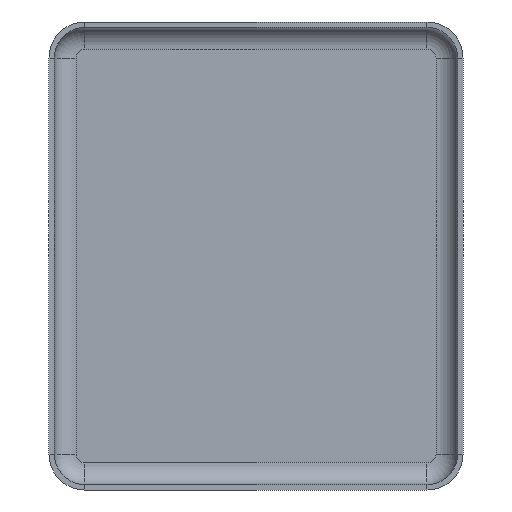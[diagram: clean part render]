
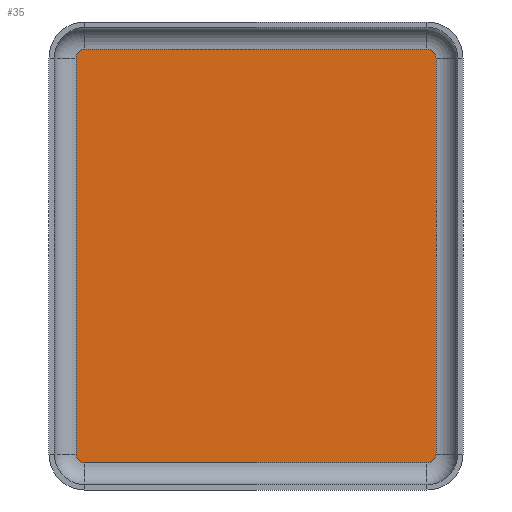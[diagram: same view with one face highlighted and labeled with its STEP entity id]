
A CAD part, front view. The second image highlights one B-rep face of the part: STEP entity #35.
In plain terms, the highlighted planar face has unit normal (0, -1, 0).
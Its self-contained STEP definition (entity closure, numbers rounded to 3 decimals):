
#2 = VECTOR ( 'NONE', #1073, 1000. ) ;
#5 = AXIS2_PLACEMENT_3D ( 'NONE', #740, #366, #277 ) ;
#17 = CIRCLE ( 'NONE', #985, 0.5 ) ;
#35 = ADVANCED_FACE ( 'NONE', ( #415 ), #1097, .T. ) ;
#38 = CARTESIAN_POINT ( 'NONE',  ( 9.5, -0.3, -11.5 ) ) ;
#80 = LINE ( 'NONE', #1153, #353 ) ;
#87 = VERTEX_POINT ( 'NONE', #1015 ) ;
#98 = DIRECTION ( 'NONE',  ( 0., 1., 0. ) ) ;
#172 = DIRECTION ( 'NONE',  ( 0., 0., 1. ) ) ;
#175 = CARTESIAN_POINT ( 'NONE',  ( -9.5, -0.3, -11. ) ) ;
#177 = EDGE_CURVE ( 'NONE', #295, #1031, #1005, .T. ) ;
#200 = VERTEX_POINT ( 'NONE', #762 ) ;
#243 = AXIS2_PLACEMENT_3D ( 'NONE', #175, #447, #172 ) ;
#245 = EDGE_LOOP ( 'NONE', ( #538, #982, #763, #541, #1006, #1128, #440, #833 ) ) ;
#275 = CARTESIAN_POINT ( 'NONE',  ( 9.5, -0.3, -11. ) ) ;
#277 = DIRECTION ( 'NONE',  ( 0., 0., 1. ) ) ;
#280 = VERTEX_POINT ( 'NONE', #970 ) ;
#295 = VERTEX_POINT ( 'NONE', #38 ) ;
#320 = EDGE_CURVE ( 'NONE', #1125, #87, #80, .T. ) ;
#321 = DIRECTION ( 'NONE',  ( 0., 0., 1. ) ) ;
#353 = VECTOR ( 'NONE', #792, 1000. ) ;
#366 = DIRECTION ( 'NONE',  ( 0., 1., 0. ) ) ;
#369 = VERTEX_POINT ( 'NONE', #879 ) ;
#410 = CARTESIAN_POINT ( 'NONE',  ( 10., -0.3, 11. ) ) ;
#412 = CIRCLE ( 'NONE', #597, 0.5 ) ;
#415 = FACE_OUTER_BOUND ( 'NONE', #245, .T. ) ;
#419 = DIRECTION ( 'NONE',  ( 0., 1., 0. ) ) ;
#420 = CARTESIAN_POINT ( 'NONE',  ( 10., -0.3, 11. ) ) ;
#436 = CARTESIAN_POINT ( 'NONE',  ( -10., -0.3, -11. ) ) ;
#440 = ORIENTED_EDGE ( 'NONE', *, *, #654, .F. ) ;
#447 = DIRECTION ( 'NONE',  ( 0., 1., 0. ) ) ;
#467 = DIRECTION ( 'NONE',  ( 0., 0., 1. ) ) ;
#538 = ORIENTED_EDGE ( 'NONE', *, *, #602, .F. ) ;
#541 = ORIENTED_EDGE ( 'NONE', *, *, #1038, .F. ) ;
#571 = EDGE_CURVE ( 'NONE', #1031, #280, #816, .T. ) ;
#585 = CARTESIAN_POINT ( 'NONE',  ( 9.5, -0.3, -11.5 ) ) ;
#590 = VECTOR ( 'NONE', #1037, 1000. ) ;
#597 = AXIS2_PLACEMENT_3D ( 'NONE', #275, #98, #467 ) ;
#602 = EDGE_CURVE ( 'NONE', #87, #835, #657, .T. ) ;
#638 = CARTESIAN_POINT ( 'NONE',  ( -9.5, -0.3, 11.5 ) ) ;
#654 = EDGE_CURVE ( 'NONE', #200, #295, #412, .T. ) ;
#656 = LINE ( 'NONE', #420, #1120 ) ;
#657 = CIRCLE ( 'NONE', #5, 0.5 ) ;
#740 = CARTESIAN_POINT ( 'NONE',  ( 9.5, -0.3, 11. ) ) ;
#762 = CARTESIAN_POINT ( 'NONE',  ( 10., -0.3, -11. ) ) ;
#763 = ORIENTED_EDGE ( 'NONE', *, *, #812, .F. ) ;
#772 = LINE ( 'NONE', #436, #2 ) ;
#792 = DIRECTION ( 'NONE',  ( 1., 0., 0. ) ) ;
#809 = CARTESIAN_POINT ( 'NONE',  ( -9.5, -0.3, -11.5 ) ) ;
#812 = EDGE_CURVE ( 'NONE', #369, #1125, #17, .T. ) ;
#816 = CIRCLE ( 'NONE', #243, 0.5 ) ;
#833 = ORIENTED_EDGE ( 'NONE', *, *, #1094, .F. ) ;
#834 = CARTESIAN_POINT ( 'NONE',  ( 9.5, -0.3, 11. ) ) ;
#835 = VERTEX_POINT ( 'NONE', #410 ) ;
#879 = CARTESIAN_POINT ( 'NONE',  ( -10., -0.3, 11. ) ) ;
#919 = DIRECTION ( 'NONE',  ( 0., -1., 0. ) ) ;
#928 = AXIS2_PLACEMENT_3D ( 'NONE', #834, #919, #1087 ) ;
#970 = CARTESIAN_POINT ( 'NONE',  ( -10., -0.3, -11. ) ) ;
#982 = ORIENTED_EDGE ( 'NONE', *, *, #320, .F. ) ;
#985 = AXIS2_PLACEMENT_3D ( 'NONE', #1057, #419, #321 ) ;
#1005 = LINE ( 'NONE', #585, #590 ) ;
#1006 = ORIENTED_EDGE ( 'NONE', *, *, #571, .F. ) ;
#1015 = CARTESIAN_POINT ( 'NONE',  ( 9.5, -0.3, 11.5 ) ) ;
#1031 = VERTEX_POINT ( 'NONE', #809 ) ;
#1037 = DIRECTION ( 'NONE',  ( -1., 0., 0. ) ) ;
#1038 = EDGE_CURVE ( 'NONE', #280, #369, #772, .T. ) ;
#1057 = CARTESIAN_POINT ( 'NONE',  ( -9.5, -0.3, 11. ) ) ;
#1073 = DIRECTION ( 'NONE',  ( 0., 0., 1. ) ) ;
#1087 = DIRECTION ( 'NONE',  ( 0., 0., -1. ) ) ;
#1094 = EDGE_CURVE ( 'NONE', #835, #200, #656, .T. ) ;
#1097 = PLANE ( 'NONE',  #928 ) ;
#1120 = VECTOR ( 'NONE', #1150, 1000. ) ;
#1125 = VERTEX_POINT ( 'NONE', #638 ) ;
#1128 = ORIENTED_EDGE ( 'NONE', *, *, #177, .F. ) ;
#1150 = DIRECTION ( 'NONE',  ( 0., 0., -1. ) ) ;
#1153 = CARTESIAN_POINT ( 'NONE',  ( -9.5, -0.3, 11.5 ) ) ;
